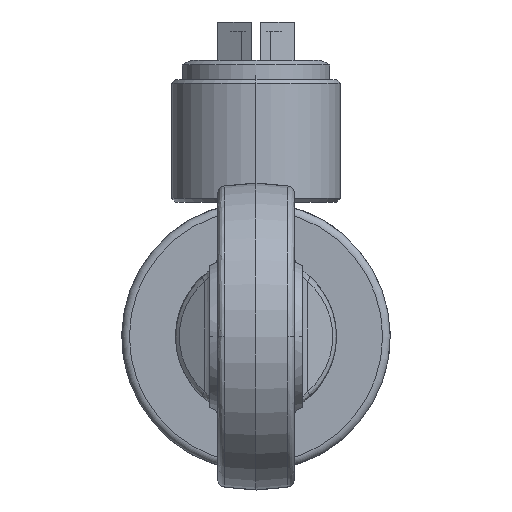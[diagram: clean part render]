
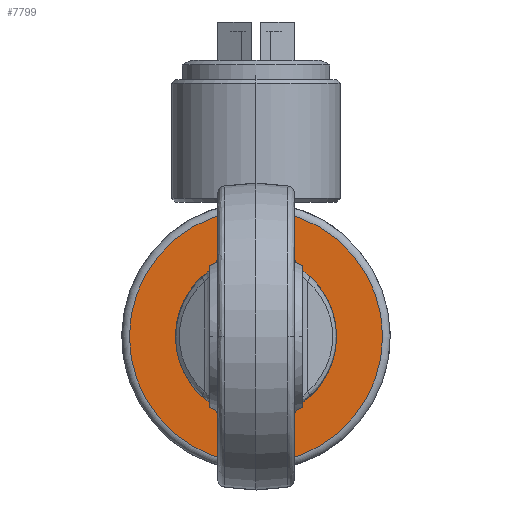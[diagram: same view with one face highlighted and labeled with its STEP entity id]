
A CAD part, left-side view. The second image highlights one B-rep face of the part: STEP entity #7799.
In plain terms, the highlighted planar face has unit normal (-1, 0, 0).
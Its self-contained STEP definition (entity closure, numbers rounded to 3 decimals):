
#137 = AXIS2_PLACEMENT_3D ( 'NONE', #7725, #12210, #2863 ) ;
#180 = EDGE_CURVE ( 'NONE', #7926, #8946, #2521, .T. ) ;
#407 = DIRECTION ( 'NONE',  ( 0., 0., -1. ) ) ;
#478 = CARTESIAN_POINT ( 'NONE',  ( -7., 0., 16.5 ) ) ;
#1677 = VERTEX_POINT ( 'NONE', #3480 ) ;
#1801 = CARTESIAN_POINT ( 'NONE',  ( -7., 0., 16.5 ) ) ;
#2320 = EDGE_CURVE ( 'NONE', #8946, #7926, #5166, .T. ) ;
#2521 = CIRCLE ( 'NONE', #11158, 2. ) ;
#2585 = DIRECTION ( 'NONE',  ( -1., 0., 0. ) ) ;
#2689 = CARTESIAN_POINT ( 'NONE',  ( -7., 0., 0. ) ) ;
#2863 = DIRECTION ( 'NONE',  ( 0., 0., -1. ) ) ;
#2898 = CARTESIAN_POINT ( 'NONE',  ( -7., 0., 2. ) ) ;
#3480 = CARTESIAN_POINT ( 'NONE',  ( -7., 0., -16.5 ) ) ;
#3865 = DIRECTION ( 'NONE',  ( -1., 0., 0. ) ) ;
#4093 = EDGE_LOOP ( 'NONE', ( #9682, #10154 ) ) ;
#4629 = AXIS2_PLACEMENT_3D ( 'NONE', #478, #2585, #5947 ) ;
#4743 = FACE_OUTER_BOUND ( 'NONE', #10618, .T. ) ;
#4901 = PLANE ( 'NONE',  #4629 ) ;
#5041 = AXIS2_PLACEMENT_3D ( 'NONE', #14122, #3865, #12999 ) ;
#5166 = CIRCLE ( 'NONE', #137, 2. ) ;
#5419 = CARTESIAN_POINT ( 'NONE',  ( -7., 0., -2. ) ) ;
#5540 = EDGE_CURVE ( 'NONE', #7574, #1677, #9090, .T. ) ;
#5947 = DIRECTION ( 'NONE',  ( 0., 0., 1. ) ) ;
#6099 = CARTESIAN_POINT ( 'NONE',  ( -7., 0., 0. ) ) ;
#7390 = FACE_BOUND ( 'NONE', #4093, .T. ) ;
#7574 = VERTEX_POINT ( 'NONE', #1801 ) ;
#7725 = CARTESIAN_POINT ( 'NONE',  ( -7., 0., 0. ) ) ;
#7799 = ADVANCED_FACE ( 'NONE', ( #4743, #7390 ), #4901, .T. ) ;
#7926 = VERTEX_POINT ( 'NONE', #2898 ) ;
#8293 = DIRECTION ( 'NONE',  ( 0., 0., 1. ) ) ;
#8946 = VERTEX_POINT ( 'NONE', #5419 ) ;
#9090 = CIRCLE ( 'NONE', #5041, 16.5 ) ;
#9641 = EDGE_CURVE ( 'NONE', #1677, #7574, #14041, .T. ) ;
#9682 = ORIENTED_EDGE ( 'NONE', *, *, #2320, .T. ) ;
#10154 = ORIENTED_EDGE ( 'NONE', *, *, #180, .T. ) ;
#10618 = EDGE_LOOP ( 'NONE', ( #12413, #10777 ) ) ;
#10679 = DIRECTION ( 'NONE',  ( 1., 0., 0. ) ) ;
#10777 = ORIENTED_EDGE ( 'NONE', *, *, #9641, .T. ) ;
#11158 = AXIS2_PLACEMENT_3D ( 'NONE', #6099, #10679, #407 ) ;
#11594 = DIRECTION ( 'NONE',  ( -1., 0., 0. ) ) ;
#11882 = AXIS2_PLACEMENT_3D ( 'NONE', #2689, #11594, #8293 ) ;
#12210 = DIRECTION ( 'NONE',  ( 1., 0., 0. ) ) ;
#12413 = ORIENTED_EDGE ( 'NONE', *, *, #5540, .T. ) ;
#12999 = DIRECTION ( 'NONE',  ( 0., 0., 1. ) ) ;
#14041 = CIRCLE ( 'NONE', #11882, 16.5 ) ;
#14122 = CARTESIAN_POINT ( 'NONE',  ( -7., 0., 0. ) ) ;
